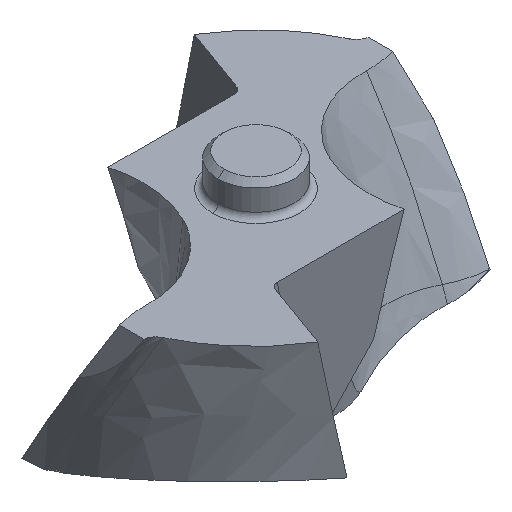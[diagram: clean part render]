
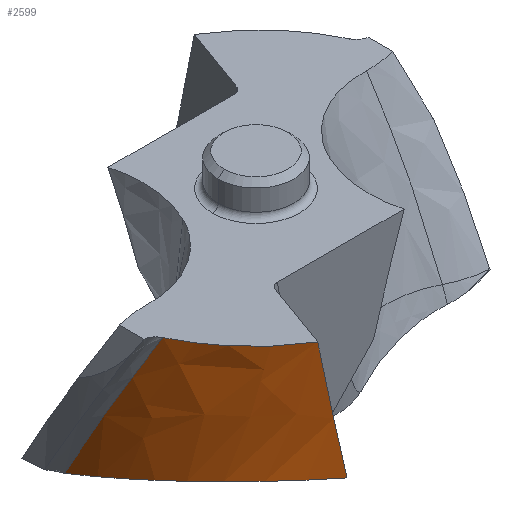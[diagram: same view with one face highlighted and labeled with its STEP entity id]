
A CAD part, isometric view. The second image highlights one B-rep face of the part: STEP entity #2599.
In plain terms, the highlighted free-form (B-spline) face has degree [3, 3] with [7, 5] control points.
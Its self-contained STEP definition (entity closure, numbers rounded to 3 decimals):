
#240=CARTESIAN_POINT('',(-2.683,-4.3,
0.));
#241=CARTESIAN_POINT('',(-3.017,-4.098,
0.));
#242=CARTESIAN_POINT('',(-3.79,-3.499,
0.));
#243=CARTESIAN_POINT('',(-4.363,-2.696,
0.));
#244=CARTESIAN_POINT('',(-4.613,-2.172,
0.));
#1007=CARTESIAN_POINT('',(-5.1,-0.081,
-3.883));
#1040=CARTESIAN_POINT('',(-2.173,-4.558,
-3.214));
#1041=CARTESIAN_POINT('',(-2.335,-4.483,
-3.184));
#1042=CARTESIAN_POINT('',(-2.647,-4.318,
-3.135));
#1043=CARTESIAN_POINT('',(-3.079,-4.03,
-3.089));
#1044=CARTESIAN_POINT('',(-3.471,-3.708,
-3.071));
#1045=CARTESIAN_POINT('',(-3.827,-3.351,
-3.079));
#1046=CARTESIAN_POINT('',(-4.156,-2.945,
-3.117));
#1047=CARTESIAN_POINT('',(-4.432,-2.525,
-3.179));
#1048=CARTESIAN_POINT('',(-4.674,-2.052,
-3.274));
#1049=CARTESIAN_POINT('',(-4.844,-1.617,
-3.381));
#1050=CARTESIAN_POINT('',(-4.983,-1.13,
-3.519));
#1051=CARTESIAN_POINT('',(-5.073,-0.618,
-3.685));
#1052=CARTESIAN_POINT('',(-5.098,-0.262,
-3.813));
#1053=CARTESIAN_POINT('',(-5.1,-0.081,
-3.883));
#1058=CARTESIAN_POINT('',(-5.1,-0.081,
-3.883));
#1059=CARTESIAN_POINT('',(-5.098,-0.487,
-3.125));
#1060=CARTESIAN_POINT('',(-5.002,-1.196,
-1.831));
#1061=CARTESIAN_POINT('',(-4.746,-1.891,
-0.536));
#1062=CARTESIAN_POINT('',(-4.613,-2.172,
0.));
#1067=CARTESIAN_POINT('',(-2.173,-4.558,
-3.214));
#1068=CARTESIAN_POINT('',(-2.197,-4.538,
-3.047));
#1069=CARTESIAN_POINT('',(-2.248,-4.499,
-2.699));
#1070=CARTESIAN_POINT('',(-2.333,-4.445,
-2.144));
#1071=CARTESIAN_POINT('',(-2.43,-4.396,
-1.529));
#1072=CARTESIAN_POINT('',(-2.546,-4.348,
-0.822));
#1073=CARTESIAN_POINT('',(-2.635,-4.317,
-0.285));
#1074=CARTESIAN_POINT('',(-2.683,-4.3,
0.));
#1323=CARTESIAN_POINT('',(-2.683,-4.3,
0.));
#1324=VERTEX_POINT('',#1323);
#1325=VERTEX_POINT('',#244);
#1357=VERTEX_POINT('',#1007);
#1358=VERTEX_POINT('',#1040);
#2556=CARTESIAN_POINT('',(-2.372,-4.509,
-3.922));
#2557=CARTESIAN_POINT('',(-2.068,-4.607,
-3.151));
#2558=CARTESIAN_POINT('',(-1.451,-4.789,
-1.831));
#2559=CARTESIAN_POINT('',(-0.669,-4.957,
-0.512));
#2560=CARTESIAN_POINT('',(-0.316,-5.019,
0.037));
#2561=CARTESIAN_POINT('',(-2.421,-4.484,
-3.922));
#2562=CARTESIAN_POINT('',(-2.118,-4.585,
-3.151));
#2563=CARTESIAN_POINT('',(-1.503,-4.776,
-1.831));
#2564=CARTESIAN_POINT('',(-0.723,-4.951,
-0.512));
#2565=CARTESIAN_POINT('',(-0.37,-5.016,
0.037));
#2566=CARTESIAN_POINT('',(-2.988,-4.175,
-3.922));
#2567=CARTESIAN_POINT('',(-2.699,-4.329,
-3.151));
#2568=CARTESIAN_POINT('',(-2.106,-4.609,
-1.831));
#2569=CARTESIAN_POINT('',(-1.348,-4.875,
-0.512));
#2570=CARTESIAN_POINT('',(-1.005,-4.978,
0.037));
#2571=CARTESIAN_POINT('',(-3.957,-3.376,
-3.922));
#2572=CARTESIAN_POINT('',(-3.712,-3.626,
-3.151));
#2573=CARTESIAN_POINT('',(-3.195,-4.07,
-1.831));
#2574=CARTESIAN_POINT('',(-2.513,-4.5,
-0.512));
#2575=CARTESIAN_POINT('',(-2.202,-4.67,
0.037));
#2576=CARTESIAN_POINT('',(-4.881,-1.813,
-3.922));
#2577=CARTESIAN_POINT('',(-4.743,-2.171,
-3.151));
#2578=CARTESIAN_POINT('',(-4.411,-2.8,
-1.831));
#2579=CARTESIAN_POINT('',(-3.912,-3.414,
-0.512));
#2580=CARTESIAN_POINT('',(-3.678,-3.662,
0.037));
#2581=CARTESIAN_POINT('',(-5.1,-0.615,
-3.922));
#2582=CARTESIAN_POINT('',(-5.054,-1.016,
-3.151));
#2583=CARTESIAN_POINT('',(-4.881,-1.719,
-1.831));
#2584=CARTESIAN_POINT('',(-4.542,-2.407,
-0.512));
#2585=CARTESIAN_POINT('',(-4.373,-2.685,
0.037));
#2586=CARTESIAN_POINT('',(-5.1,-0.006,
-3.922));
#2587=CARTESIAN_POINT('',(-5.105,-0.42,
-3.151));
#2588=CARTESIAN_POINT('',(-5.016,-1.146,
-1.831));
#2589=CARTESIAN_POINT('',(-4.761,-1.856,
-0.512));
#2590=CARTESIAN_POINT('',(-4.627,-2.144,
0.037));
#2591=B_SPLINE_SURFACE_WITH_KNOTS('',3,3,((#2556,#2557,#2558,#2559,#2560),
(#2561,#2562,#2563,#2564,#2565),(#2566,#2567,#2568,#2569,#2570),(#2571,#2572,
#2573,#2574,#2575),(#2576,#2577,#2578,#2579,#2580),(#2581,#2582,#2583,#2584,
#2585),(#2586,#2587,#2588,#2589,#2590)),.UNSPECIFIED.,.F.,.F.,.F.,(4,1,1,1,4),
(4,1,4),(0.226,0.25,0.5,0.75,1.008),(
0.079,2.749,4.649),.UNSPECIFIED.);
#2592=ORIENTED_EDGE('',*,*,#1952,.T.);
#2593=ORIENTED_EDGE('',*,*,#2547,.T.);
#2594=ORIENTED_EDGE('',*,*,#1607,.F.);
#2596=ORIENTED_EDGE('',*,*,#2595,.F.);
#2597=EDGE_LOOP('',(#2592,#2593,#2594,#2596));
#2598=FACE_OUTER_BOUND('',#2597,.F.);
#245=B_SPLINE_CURVE_WITH_KNOTS('',3,(#240,#241,#242,#243,#244),.UNSPECIFIED.,
.F.,.F.,(4,1,4),(0.,0.402,1.),.UNSPECIFIED.);
#1054=B_SPLINE_CURVE_WITH_KNOTS('',3,(#1040,#1041,#1042,#1043,#1044,#1045,#1046,
#1047,#1048,#1049,#1050,#1051,#1052,#1053),.UNSPECIFIED.,.F.,.F.,(4,1,1,1,1,1,1,
1,1,1,1,4),(0.,0.091,0.182,0.273,
0.364,0.455,0.545,0.636,
0.727,0.818,0.909,1.),.UNSPECIFIED.);
#1063=B_SPLINE_CURVE_WITH_KNOTS('',3,(#1058,#1059,#1060,#1061,#1062),
.UNSPECIFIED.,.F.,.F.,(4,1,4),(0.,0.586,1.),.UNSPECIFIED.);
#1075=B_SPLINE_CURVE_WITH_KNOTS('',3,(#1067,#1068,#1069,#1070,#1071,#1072,#1073,
#1074),.UNSPECIFIED.,.F.,.F.,(4,1,1,1,1,4),(0.,0.2,0.4,0.6,0.8,1.),
.UNSPECIFIED.);
#1607=EDGE_CURVE('',#1324,#1325,#245,.T.);
#1952=EDGE_CURVE('',#1358,#1357,#1054,.T.);
#2547=EDGE_CURVE('',#1357,#1325,#1063,.T.);
#2595=EDGE_CURVE('',#1358,#1324,#1075,.T.);
#2599=ADVANCED_FACE('',(#2598),#2591,.F.);
